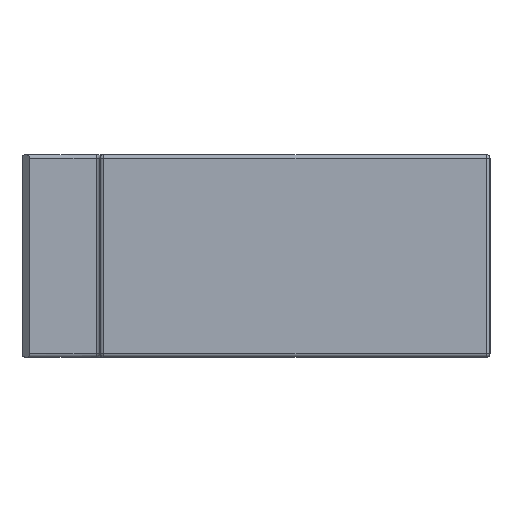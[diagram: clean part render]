
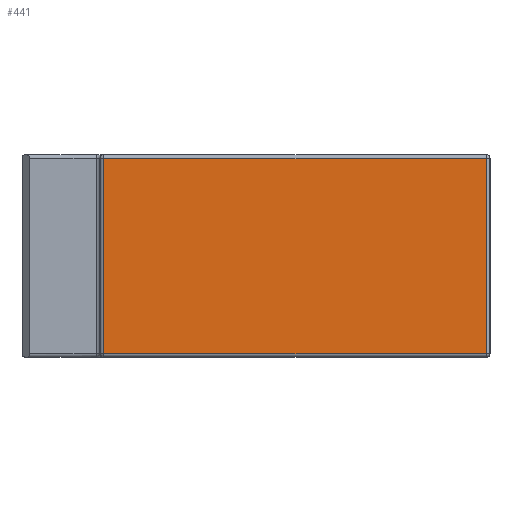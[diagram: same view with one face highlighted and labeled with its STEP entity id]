
A CAD part, left-side view. The second image highlights one B-rep face of the part: STEP entity #441.
In plain terms, the highlighted planar face has unit normal (-1, 0, 0).
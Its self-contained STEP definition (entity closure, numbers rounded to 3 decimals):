
#93 = EDGE_CURVE ( 'NONE', #2270, #2237, #372, .T. ) ;
#155 = CARTESIAN_POINT ( 'NONE',  ( -44., 15.5, 13. ) ) ;
#205 = CARTESIAN_POINT ( 'NONE',  ( -44., -33.5, 13. ) ) ;
#262 = VERTEX_POINT ( 'NONE', #1774 ) ;
#329 = VERTEX_POINT ( 'NONE', #2503 ) ;
#372 = LINE ( 'NONE', #1231, #1536 ) ;
#424 = DIRECTION ( 'NONE',  ( 0., 1., 0. ) ) ;
#432 = FACE_OUTER_BOUND ( 'NONE', #1612, .T. ) ;
#441 = ADVANCED_FACE ( 'NONE', ( #432 ), #1936, .F. ) ;
#456 = DIRECTION ( 'NONE',  ( 0., -1., 0. ) ) ;
#505 = ORIENTED_EDGE ( 'NONE', *, *, #1219, .T. ) ;
#522 = DIRECTION ( 'NONE',  ( 1., 0., 0. ) ) ;
#772 = CARTESIAN_POINT ( 'NONE',  ( -44., 15.5, 12.5 ) ) ;
#864 = AXIS2_PLACEMENT_3D ( 'NONE', #1046, #522, #1742 ) ;
#906 = ORIENTED_EDGE ( 'NONE', *, *, #93, .T. ) ;
#1045 = ORIENTED_EDGE ( 'NONE', *, *, #1702, .T. ) ;
#1046 = CARTESIAN_POINT ( 'NONE',  ( -44., 0., 13. ) ) ;
#1048 = ORIENTED_EDGE ( 'NONE', *, *, #2353, .T. ) ;
#1058 = CARTESIAN_POINT ( 'NONE',  ( -44., 0., -12.5 ) ) ;
#1208 = LINE ( 'NONE', #155, #2202 ) ;
#1219 = EDGE_CURVE ( 'NONE', #2237, #262, #1208, .T. ) ;
#1231 = CARTESIAN_POINT ( 'NONE',  ( -44., 16., 12.5 ) ) ;
#1313 = VECTOR ( 'NONE', #456, 1000. ) ;
#1351 = DIRECTION ( 'NONE',  ( 0., 0., -1. ) ) ;
#1536 = VECTOR ( 'NONE', #424, 1000. ) ;
#1606 = DIRECTION ( 'NONE',  ( 0., 0., 1. ) ) ;
#1612 = EDGE_LOOP ( 'NONE', ( #1048, #1045, #906, #505 ) ) ;
#1677 = LINE ( 'NONE', #205, #1803 ) ;
#1702 = EDGE_CURVE ( 'NONE', #329, #2270, #1677, .T. ) ;
#1742 = DIRECTION ( 'NONE',  ( 0., 1., 0. ) ) ;
#1774 = CARTESIAN_POINT ( 'NONE',  ( -44., 15.5, -12.5 ) ) ;
#1803 = VECTOR ( 'NONE', #1606, 1000. ) ;
#1936 = PLANE ( 'NONE',  #864 ) ;
#2202 = VECTOR ( 'NONE', #1351, 1000. ) ;
#2237 = VERTEX_POINT ( 'NONE', #772 ) ;
#2270 = VERTEX_POINT ( 'NONE', #2407 ) ;
#2353 = EDGE_CURVE ( 'NONE', #262, #329, #2382, .T. ) ;
#2382 = LINE ( 'NONE', #1058, #1313 ) ;
#2407 = CARTESIAN_POINT ( 'NONE',  ( -44., -33.5, 12.5 ) ) ;
#2503 = CARTESIAN_POINT ( 'NONE',  ( -44., -33.5, -12.5 ) ) ;
